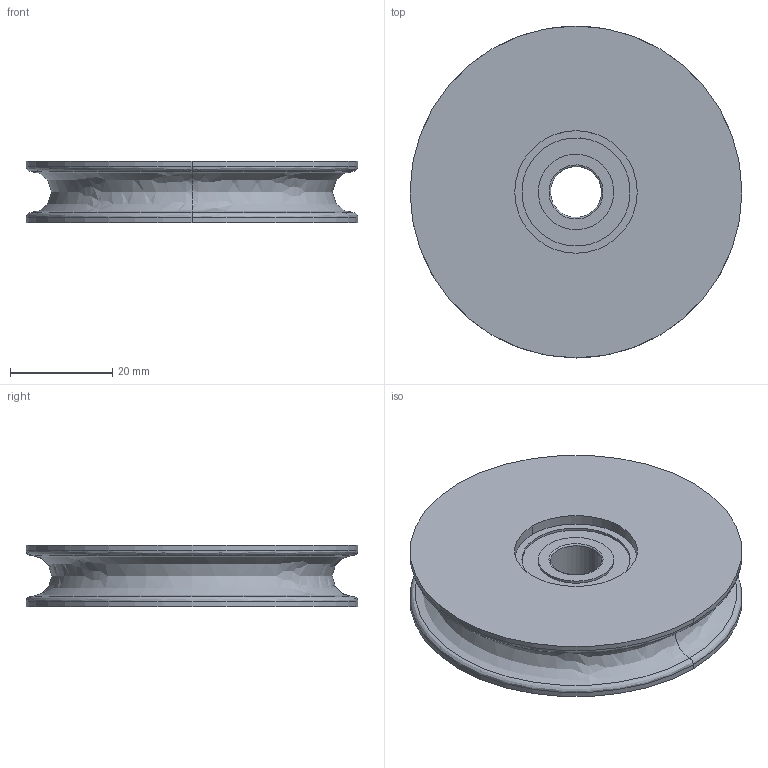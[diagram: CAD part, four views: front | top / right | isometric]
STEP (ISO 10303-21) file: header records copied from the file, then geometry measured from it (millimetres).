
FILE_DESCRIPTION (( 'STEP AP214' ), '1' );
FILE_NAME ('0023794_SEK-065-2_(A-01).step', '2019-06-03T12:59:41', ( 'Windows-Benutzer' ), ( '' ), 'SwSTEP 2.0', 'SolidWorks 2018', '' );
FILE_SCHEMA (( 'AUTOMOTIVE_DESIGN' ));
Length unit declared in the file: millimetre
Products named in the file (1): 0023794_SEK-065-2_(A-01)
Bounding box: 65 x 65 x 12 mm (x, y, z)
Surface area: 14829 mm2 (no closed solid volume)
Topology: 0 solids, 7 shells, 79 faces, 162 edges, 98 vertices
Faces by surface type: cylinder 38, torus 18, plane 17, bspline 6
Entity records: 3133 total; most frequent: CARTESIAN_POINT 430, DIRECTION 428, ORIENTED_EDGE 324, AXIS2_PLACEMENT_3D 192, EDGE_CURVE 162, CIRCLE 118, VERTEX_POINT 98, EDGE_LOOP 92
